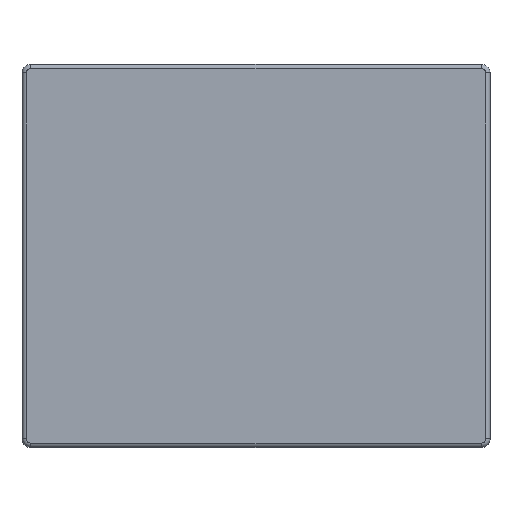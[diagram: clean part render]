
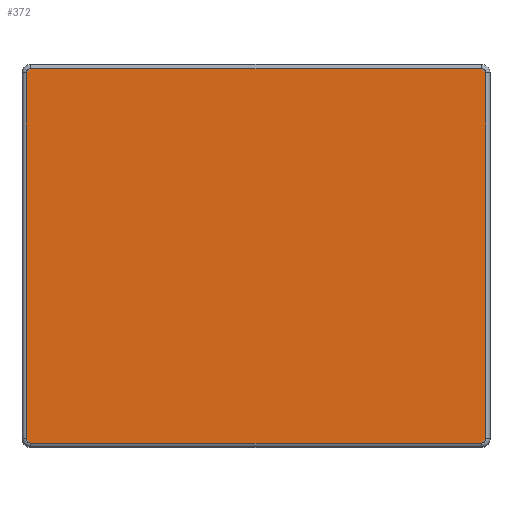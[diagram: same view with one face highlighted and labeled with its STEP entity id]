
A CAD part, top view. The second image highlights one B-rep face of the part: STEP entity #372.
In plain terms, the highlighted planar face has unit normal (0, 0, 1).
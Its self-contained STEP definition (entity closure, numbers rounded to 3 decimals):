
#151 = VERTEX_POINT('',#152);
#152 = CARTESIAN_POINT('',(50.5,3.,24.1));
#159 = EDGE_CURVE('',#151,#160,#162,.T.);
#160 = VERTEX_POINT('',#161);
#161 = CARTESIAN_POINT('',(50.5,-40.,24.1));
#162 = LINE('',#163,#164);
#163 = CARTESIAN_POINT('',(50.5,3.,24.1));
#164 = VECTOR('',#165,1.);
#165 = DIRECTION('',(0.,-1.,0.));
#243 = VERTEX_POINT('',#244);
#244 = CARTESIAN_POINT('',(50.,3.5,24.1));
#253 = EDGE_CURVE('',#243,#151,#254,.T.);
#254 = CIRCLE('',#255,0.5);
#255 = AXIS2_PLACEMENT_3D('',#256,#257,#258);
#256 = CARTESIAN_POINT('',(50.,3.,24.1));
#257 = DIRECTION('',(0.,0.,-1.));
#258 = DIRECTION('',(0.,1.,0.));
#372 = ADVANCED_FACE('',(#373),#426,.F.);
#373 = FACE_BOUND('',#374,.F.);
#374 = EDGE_LOOP('',(#375,#383,#384,#385,#394,#402,#411,#419));
#375 = ORIENTED_EDGE('',*,*,#376,.T.);
#376 = EDGE_CURVE('',#377,#243,#379,.T.);
#377 = VERTEX_POINT('',#378);
#378 = CARTESIAN_POINT('',(-3.,3.5,24.1));
#379 = LINE('',#380,#381);
#380 = CARTESIAN_POINT('',(-3.,3.5,24.1));
#381 = VECTOR('',#382,1.);
#382 = DIRECTION('',(1.,0.,0.));
#383 = ORIENTED_EDGE('',*,*,#253,.T.);
#384 = ORIENTED_EDGE('',*,*,#159,.T.);
#385 = ORIENTED_EDGE('',*,*,#386,.T.);
#386 = EDGE_CURVE('',#160,#387,#389,.T.);
#387 = VERTEX_POINT('',#388);
#388 = CARTESIAN_POINT('',(50.,-40.5,24.1));
#389 = CIRCLE('',#390,0.5);
#390 = AXIS2_PLACEMENT_3D('',#391,#392,#393);
#391 = CARTESIAN_POINT('',(50.,-40.,24.1));
#392 = DIRECTION('',(0.,0.,-1.));
#393 = DIRECTION('',(1.,0.,0.));
#394 = ORIENTED_EDGE('',*,*,#395,.T.);
#395 = EDGE_CURVE('',#387,#396,#398,.T.);
#396 = VERTEX_POINT('',#397);
#397 = CARTESIAN_POINT('',(-3.,-40.5,24.1));
#398 = LINE('',#399,#400);
#399 = CARTESIAN_POINT('',(50.,-40.5,24.1));
#400 = VECTOR('',#401,1.);
#401 = DIRECTION('',(-1.,0.,0.));
#402 = ORIENTED_EDGE('',*,*,#403,.T.);
#403 = EDGE_CURVE('',#396,#404,#406,.T.);
#404 = VERTEX_POINT('',#405);
#405 = CARTESIAN_POINT('',(-3.5,-40.,24.1));
#406 = CIRCLE('',#407,0.5);
#407 = AXIS2_PLACEMENT_3D('',#408,#409,#410);
#408 = CARTESIAN_POINT('',(-3.,-40.,24.1));
#409 = DIRECTION('',(0.,0.,-1.));
#410 = DIRECTION('',(0.,-1.,0.));
#411 = ORIENTED_EDGE('',*,*,#412,.T.);
#412 = EDGE_CURVE('',#404,#413,#415,.T.);
#413 = VERTEX_POINT('',#414);
#414 = CARTESIAN_POINT('',(-3.5,3.,24.1));
#415 = LINE('',#416,#417);
#416 = CARTESIAN_POINT('',(-3.5,-40.,24.1));
#417 = VECTOR('',#418,1.);
#418 = DIRECTION('',(0.,1.,0.));
#419 = ORIENTED_EDGE('',*,*,#420,.T.);
#420 = EDGE_CURVE('',#413,#377,#421,.T.);
#421 = CIRCLE('',#422,0.5);
#422 = AXIS2_PLACEMENT_3D('',#423,#424,#425);
#423 = CARTESIAN_POINT('',(-3.,3.,24.1));
#424 = DIRECTION('',(0.,0.,-1.));
#425 = DIRECTION('',(-1.,0.,0.));
#426 = PLANE('',#427);
#427 = AXIS2_PLACEMENT_3D('',#428,#429,#430);
#428 = CARTESIAN_POINT('',(23.5,-18.5,24.1));
#429 = DIRECTION('',(0.,0.,-1.));
#430 = DIRECTION('',(-1.,0.,0.));
